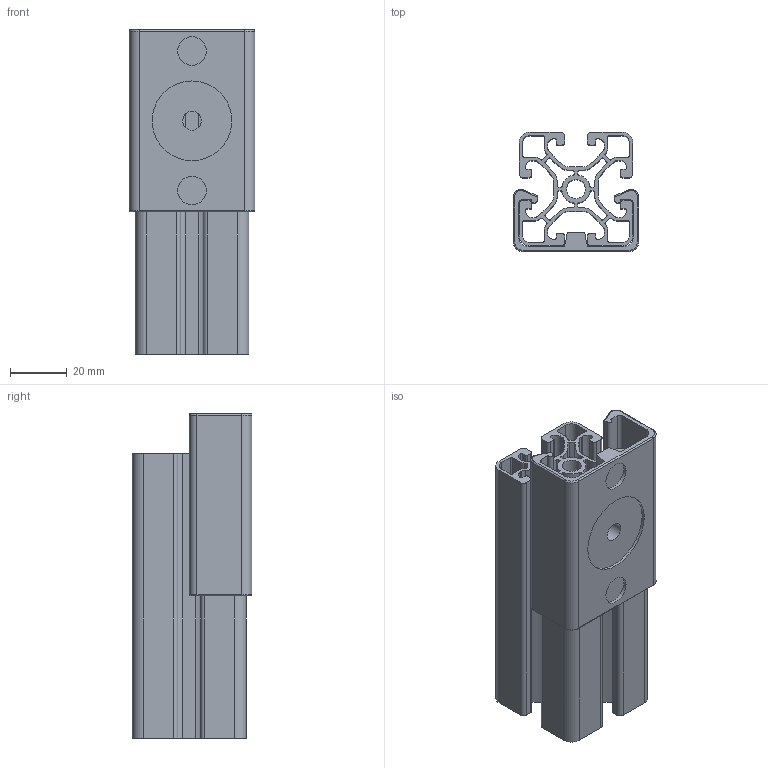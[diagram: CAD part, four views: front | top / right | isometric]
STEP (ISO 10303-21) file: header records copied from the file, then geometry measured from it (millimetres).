
FILE_DESCRIPTION(/* description */ ('STEP AP214'),/* implementation_level */ '2;1');
FILE_NAME(/* name */ 'SuctionCupBracket.step',/* time_stamp */ '2025-07-16T12:47:38+02:00',/* author */ (''),/* organization */ (''),/* preprocessor_version */ 'ST-DEVELOPER v20.1',/* originating_system */ 'Autodesk Translation Framework v14.10.0.0',/* authorisation */ '');
FILE_SCHEMA (('AUTOMOTIVE_DESIGN { 1 0 10303 214 3 1 1 }'));
Length unit declared in the file: millimetre
Products named in the file (1): 4040x100
Bounding box: 44 x 42 x 114 mm (x, y, z)
Volume: 62613.6 mm3; surface area: 74410.2 mm2
Topology: 2 solids, 2 shells, 295 faces, 847 edges, 558 vertices
Faces by surface type: cylinder 167, plane 116, torus 12
Full cylindrical faces by diameter (mm): 6.6 x1, 6.7 x1, 10 x2, 28 x1
Entity records: 9854 total; most frequent: DIRECTION 1793, CARTESIAN_POINT 1701, ORIENTED_EDGE 1694, EDGE_CURVE 847, AXIS2_PLACEMENT_3D 650, VERTEX_POINT 558, LINE 493, VECTOR 493
